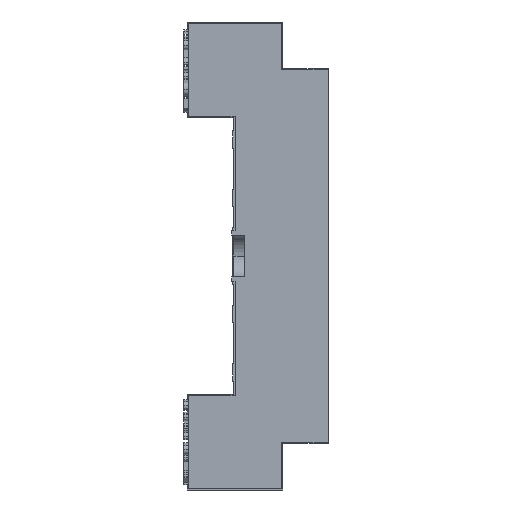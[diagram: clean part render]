
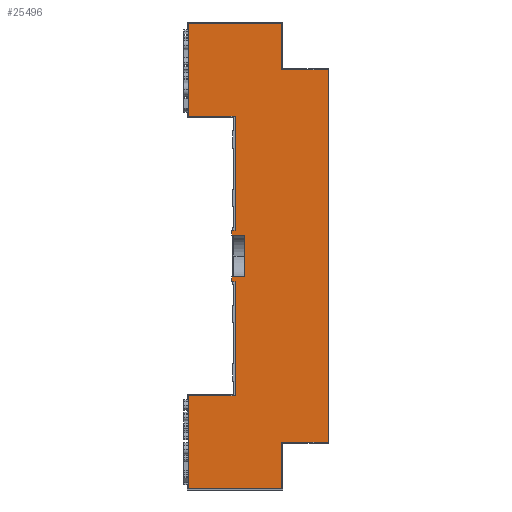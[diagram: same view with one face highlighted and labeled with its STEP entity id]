
A CAD part, front view. The second image highlights one B-rep face of the part: STEP entity #25496.
In plain terms, the highlighted planar face has unit normal (0, -1, 0).
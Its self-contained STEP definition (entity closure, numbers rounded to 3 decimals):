
#1936=FACE_OUTER_BOUND('',#3335,.T.);
#3335=EDGE_LOOP('',(#21524,#21525,#21526,#21527,#21528,#21529,#21530,#21531,
#21532,#21533,#21534,#21535,#21536,#21537,#21538,#21539,#21540,#21541,#21542,
#21543));
#4984=LINE('',#35497,#8167);
#5259=LINE('',#36100,#8442);
#5266=LINE('',#36114,#8449);
#5350=LINE('',#36296,#8533);
#5729=LINE('',#38800,#8912);
#6106=LINE('',#40858,#9289);
#6117=LINE('',#40888,#9300);
#6118=LINE('',#40890,#9301);
#6119=LINE('',#40891,#9302);
#6120=LINE('',#40893,#9303);
#6121=LINE('',#40895,#9304);
#6122=LINE('',#40896,#9305);
#6123=LINE('',#40898,#9306);
#6124=LINE('',#40900,#9307);
#6125=LINE('',#40901,#9308);
#6126=LINE('',#40902,#9309);
#6127=LINE('',#40904,#9310);
#6128=LINE('',#40906,#9311);
#6129=LINE('',#40908,#9312);
#6130=LINE('',#40909,#9313);
#8167=VECTOR('',#29458,10.);
#8442=VECTOR('',#29917,10.);
#8449=VECTOR('',#29924,10.);
#8533=VECTOR('',#30052,10.);
#8912=VECTOR('',#30645,10.);
#9289=VECTOR('',#31254,10.);
#9300=VECTOR('',#31277,10.);
#9301=VECTOR('',#31278,10.);
#9302=VECTOR('',#31279,10.);
#9303=VECTOR('',#31280,10.);
#9304=VECTOR('',#31281,10.);
#9305=VECTOR('',#31282,10.);
#9306=VECTOR('',#31283,10.);
#9307=VECTOR('',#31284,10.);
#9308=VECTOR('',#31285,10.);
#9309=VECTOR('',#31286,10.);
#9310=VECTOR('',#31287,10.);
#9311=VECTOR('',#31288,10.);
#9312=VECTOR('',#31289,10.);
#9313=VECTOR('',#31290,10.);
#10931=VERTEX_POINT('',#35495);
#10932=VERTEX_POINT('',#35496);
#11168=VERTEX_POINT('',#36099);
#11174=VERTEX_POINT('',#36111);
#11175=VERTEX_POINT('',#36113);
#11250=VERTEX_POINT('',#36293);
#11251=VERTEX_POINT('',#36295);
#11644=VERTEX_POINT('',#38798);
#11645=VERTEX_POINT('',#38799);
#12002=VERTEX_POINT('',#40857);
#12014=VERTEX_POINT('',#40886);
#12015=VERTEX_POINT('',#40887);
#12016=VERTEX_POINT('',#40889);
#12017=VERTEX_POINT('',#40892);
#12018=VERTEX_POINT('',#40894);
#12019=VERTEX_POINT('',#40897);
#12020=VERTEX_POINT('',#40899);
#12021=VERTEX_POINT('',#40903);
#12022=VERTEX_POINT('',#40905);
#12023=VERTEX_POINT('',#40907);
#13783=EDGE_CURVE('',#10931,#10932,#4984,.T.);
#14071=EDGE_CURVE('',#10932,#11168,#5259,.T.);
#14078=EDGE_CURVE('',#11174,#11175,#5266,.T.);
#14170=EDGE_CURVE('',#11250,#11251,#5350,.T.);
#14759=EDGE_CURVE('',#11644,#11645,#5729,.T.);
#15292=EDGE_CURVE('',#12002,#10931,#6106,.T.);
#15305=EDGE_CURVE('',#12014,#12015,#6117,.T.);
#15306=EDGE_CURVE('',#12016,#12015,#6118,.T.);
#15307=EDGE_CURVE('',#11168,#12016,#6119,.T.);
#15308=EDGE_CURVE('',#12017,#12002,#6120,.T.);
#15309=EDGE_CURVE('',#12018,#12017,#6121,.T.);
#15310=EDGE_CURVE('',#11251,#12018,#6122,.T.);
#15311=EDGE_CURVE('',#12019,#11250,#6123,.T.);
#15312=EDGE_CURVE('',#12020,#12019,#6124,.T.);
#15313=EDGE_CURVE('',#11645,#12020,#6125,.T.);
#15314=EDGE_CURVE('',#11175,#11644,#6126,.T.);
#15315=EDGE_CURVE('',#12021,#11174,#6127,.T.);
#15316=EDGE_CURVE('',#12022,#12021,#6128,.T.);
#15317=EDGE_CURVE('',#12023,#12022,#6129,.T.);
#15318=EDGE_CURVE('',#12023,#12014,#6130,.T.);
#21524=ORIENTED_EDGE('',*,*,#15305,.T.);
#21525=ORIENTED_EDGE('',*,*,#15306,.F.);
#21526=ORIENTED_EDGE('',*,*,#15307,.F.);
#21527=ORIENTED_EDGE('',*,*,#14071,.F.);
#21528=ORIENTED_EDGE('',*,*,#13783,.F.);
#21529=ORIENTED_EDGE('',*,*,#15292,.F.);
#21530=ORIENTED_EDGE('',*,*,#15308,.F.);
#21531=ORIENTED_EDGE('',*,*,#15309,.F.);
#21532=ORIENTED_EDGE('',*,*,#15310,.F.);
#21533=ORIENTED_EDGE('',*,*,#14170,.F.);
#21534=ORIENTED_EDGE('',*,*,#15311,.F.);
#21535=ORIENTED_EDGE('',*,*,#15312,.F.);
#21536=ORIENTED_EDGE('',*,*,#15313,.F.);
#21537=ORIENTED_EDGE('',*,*,#14759,.F.);
#21538=ORIENTED_EDGE('',*,*,#15314,.F.);
#21539=ORIENTED_EDGE('',*,*,#14078,.F.);
#21540=ORIENTED_EDGE('',*,*,#15315,.F.);
#21541=ORIENTED_EDGE('',*,*,#15316,.F.);
#21542=ORIENTED_EDGE('',*,*,#15317,.F.);
#21543=ORIENTED_EDGE('',*,*,#15318,.T.);
#24178=PLANE('',#26745);
#25496=ADVANCED_FACE('',(#1936),#24178,.F.);
#26745=AXIS2_PLACEMENT_3D('',#40885,#31275,#31276);
#29458=DIRECTION('',(1.,0.,0.));
#29917=DIRECTION('',(0.,0.,1.));
#29924=DIRECTION('',(0.,0.,1.));
#30052=DIRECTION('',(0.,0.,-1.));
#30645=DIRECTION('',(0.,0.,1.));
#31254=DIRECTION('',(0.,0.,1.));
#31275=DIRECTION('center_axis',(0.,1.,0.));
#31276=DIRECTION('ref_axis',(0.,0.,1.));
#31277=DIRECTION('',(-1.,0.,0.));
#31278=DIRECTION('',(0.,0.,1.));
#31279=DIRECTION('',(-1.,0.,0.));
#31280=DIRECTION('',(-1.,0.,0.));
#31281=DIRECTION('',(0.,0.,-1.));
#31282=DIRECTION('',(-1.,0.,0.));
#31283=DIRECTION('',(1.,0.,0.));
#31284=DIRECTION('',(0.,0.,-1.));
#31285=DIRECTION('',(1.,0.,0.));
#31286=DIRECTION('',(-1.,0.,0.));
#31287=DIRECTION('',(1.,0.,0.));
#31288=DIRECTION('',(0.,0.,1.));
#31289=DIRECTION('',(-1.,0.,0.));
#31290=DIRECTION('',(0.,0.,-1.));
#35495=CARTESIAN_POINT('',(-20.,-1.,-30.));
#35496=CARTESIAN_POINT('',(-10.,-1.,-30.));
#35497=CARTESIAN_POINT('',(-12.5,-1.,-30.));
#36099=CARTESIAN_POINT('',(-10.,-1.,-5.5));
#36100=CARTESIAN_POINT('',(-10.,-1.,-15.));
#36111=CARTESIAN_POINT('',(-10.,-1.,5.5));
#36113=CARTESIAN_POINT('',(-10.,-1.,30.));
#36114=CARTESIAN_POINT('',(-10.,-1.,-15.));
#36293=CARTESIAN_POINT('',(10.,-1.,40.));
#36295=CARTESIAN_POINT('',(10.,-1.,-40.));
#36296=CARTESIAN_POINT('',(10.,-1.,20.));
#38798=CARTESIAN_POINT('',(-20.,-1.,30.));
#38799=CARTESIAN_POINT('',(-20.,-1.,50.));
#38800=CARTESIAN_POINT('',(-20.,-1.,15.));
#40857=CARTESIAN_POINT('',(-20.,-1.,-50.));
#40858=CARTESIAN_POINT('',(-20.,-1.,-25.));
#40885=CARTESIAN_POINT('Origin',(-5.,-1.,0.));
#40886=CARTESIAN_POINT('',(-8.,-1.,-4.5));
#40887=CARTESIAN_POINT('',(-10.75,-1.,-4.5));
#40888=CARTESIAN_POINT('',(-7.,-1.,-4.5));
#40889=CARTESIAN_POINT('',(-10.75,-1.,-5.5));
#40890=CARTESIAN_POINT('',(-10.75,-1.,-2.5));
#40891=CARTESIAN_POINT('',(-7.5,-1.,-5.5));
#40892=CARTESIAN_POINT('',(0.,-1.,-50.));
#40893=CARTESIAN_POINT('',(-2.5,-1.,-50.));
#40894=CARTESIAN_POINT('',(0.,-1.,-40.));
#40895=CARTESIAN_POINT('',(0.,-1.,-20.));
#40896=CARTESIAN_POINT('',(2.5,-1.,-40.));
#40897=CARTESIAN_POINT('',(0.,-1.,40.));
#40898=CARTESIAN_POINT('',(-2.5,-1.,40.));
#40899=CARTESIAN_POINT('',(0.,-1.,50.));
#40900=CARTESIAN_POINT('',(0.,-1.,25.));
#40901=CARTESIAN_POINT('',(-12.5,-1.,50.));
#40902=CARTESIAN_POINT('',(-7.5,-1.,30.));
#40903=CARTESIAN_POINT('',(-10.75,-1.,5.5));
#40904=CARTESIAN_POINT('',(-7.5,-1.,5.5));
#40905=CARTESIAN_POINT('',(-10.75,-1.,4.5));
#40906=CARTESIAN_POINT('',(-10.75,-1.,-2.5));
#40907=CARTESIAN_POINT('',(-8.,-1.,4.5));
#40908=CARTESIAN_POINT('',(-10.,-1.,4.5));
#40909=CARTESIAN_POINT('',(-8.,-1.,0.));
